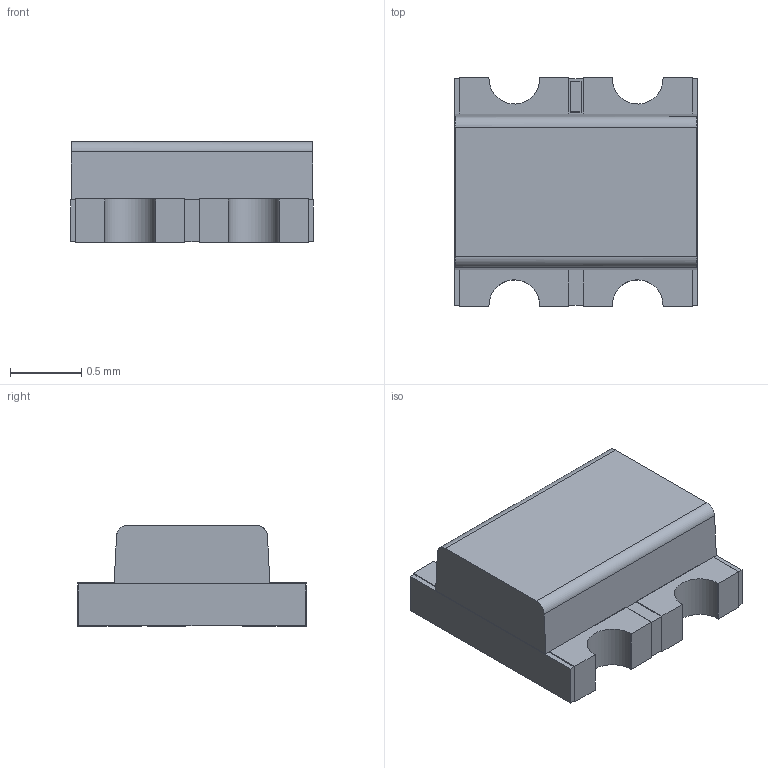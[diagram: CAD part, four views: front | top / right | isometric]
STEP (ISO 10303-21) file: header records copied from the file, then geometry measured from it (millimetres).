
FILE_DESCRIPTION(('FreeCAD Model'),'2;1');
FILE_NAME('Document_sp.step','2017-08-11T17:13:51',( 'kicad StepUp'),('ksu MCAD'),'Open CASCADE STEP processor 6.8', 'FreeCAD','Unknown');
FILE_SCHEMA(('AUTOMOTIVE_DESIGN_CC2 { 1 2 10303 214 -1 1 5 4 }'));
Length unit declared in the file: millimetre
Products named in the file (2): ASSEMBLY; Document_sp
Assembly tree (1 placements, depth 2):
  ASSEMBLY
    Document_sp
Bounding box: 1.7 x 1.6 x 0.71 mm (x, y, z)
Volume: 1.5 mm3; surface area: 13.1 mm2
Topology: 2 solids, 2 shells, 72 faces, 198 edges, 132 vertices
Faces by surface type: plane 66, bspline 6
Entity records: 2661 total; most frequent: CARTESIAN_POINT 720, ORIENTED_EDGE 396, EDGE_CURVE 198, B_SPLINE_CURVE_WITH_KNOTS 186, DIRECTION 136, VERTEX_POINT 132, FACE_BOUND 74, EDGE_LOOP 74
